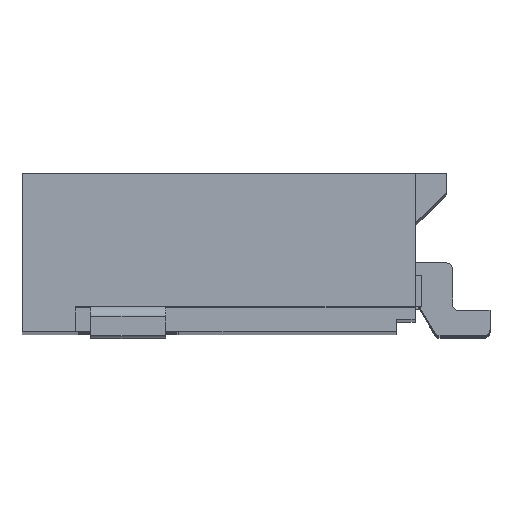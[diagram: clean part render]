
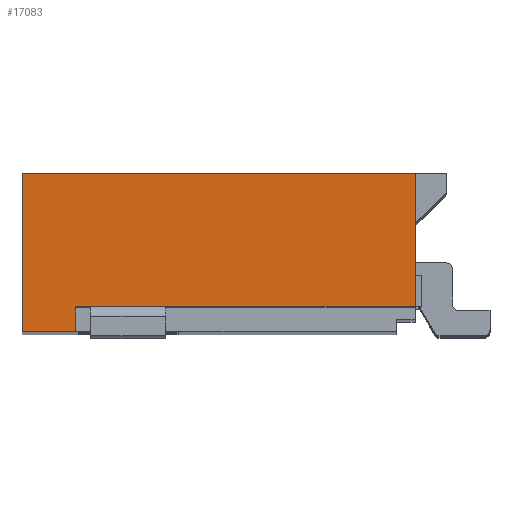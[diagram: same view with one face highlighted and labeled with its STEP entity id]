
A CAD part, top view. The second image highlights one B-rep face of the part: STEP entity #17083.
In plain terms, the highlighted planar face has unit normal (0, 0, 1).
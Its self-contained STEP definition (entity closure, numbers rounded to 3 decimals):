
#1245=DIRECTION('',(0.,-1.,0.));
#1246=VECTOR('',#1245,1.27);
#1247=CARTESIAN_POINT('',(0.,1.27,7.25));
#1248=LINE('15329',#1247,#1246);
#1289=DIRECTION('',(-1.,0.,0.));
#1290=VECTOR('',#1289,3.15);
#1291=CARTESIAN_POINT('',(3.15,1.27,7.25));
#1292=LINE('15330',#1291,#1290);
#1519=DIRECTION('',(1.,0.,0.));
#1520=VECTOR('',#1519,0.43);
#1521=CARTESIAN_POINT('',(0.,0.,7.25));
#1522=LINE('15328',#1521,#1520);
#1527=DIRECTION('',(-1.,0.,0.));
#1528=VECTOR('',#1527,2.72);
#1529=CARTESIAN_POINT('',(3.15,0.2,7.25));
#1530=LINE('15321',#1529,#1528);
#1531=DIRECTION('',(0.,-1.,0.));
#1532=VECTOR('',#1531,1.07);
#1533=CARTESIAN_POINT('',(3.15,1.27,7.25));
#1534=LINE('15307',#1533,#1532);
#1790=DIRECTION('',(0.,-1.,0.));
#1791=VECTOR('',#1790,0.2);
#1792=CARTESIAN_POINT('',(0.43,0.2,7.25));
#1793=LINE('15327',#1792,#1791);
#13121=CARTESIAN_POINT('',(3.15,0.2,7.25));
#13123=VERTEX_POINT('',#13121);
#13125=CARTESIAN_POINT('',(3.15,1.27,7.25));
#13126=VERTEX_POINT('',#13125);
#13145=CARTESIAN_POINT('',(0.43,0.2,7.25));
#13146=VERTEX_POINT('',#13145);
#13153=CARTESIAN_POINT('',(0.43,0.,7.25));
#13154=VERTEX_POINT('',#13153);
#13155=CARTESIAN_POINT('',(0.,0.,7.25));
#13156=VERTEX_POINT('',#13155);
#13157=CARTESIAN_POINT('',(0.,1.27,7.25));
#13158=VERTEX_POINT('',#13157);
#17067=CARTESIAN_POINT('',(1.575,0.635,7.25));
#17068=DIRECTION('',(0.,0.,1.));
#17069=DIRECTION('',(1.,0.,0.));
#17070=AXIS2_PLACEMENT_3D('',#17067,#17068,#17069);
#17071=PLANE('12203',#17070);
#17073=ORIENTED_EDGE('15321',*,*,#17072,.T.);
#17075=ORIENTED_EDGE('15327',*,*,#17074,.T.);
#17076=ORIENTED_EDGE('15328',*,*,#16816,.F.);
#17077=ORIENTED_EDGE('15329',*,*,#16095,.F.);
#17078=ORIENTED_EDGE('15330',*,*,#16192,.F.);
#17080=ORIENTED_EDGE('15307',*,*,#17079,.T.);
#17081=EDGE_LOOP('12203',(#17073,#17075,#17076,#17077,#17078,#17080));
#17082=FACE_OUTER_BOUND('12203',#17081,.F.);
#17083=ADVANCED_FACE('12203',(#17082),#17071,.T.);
#16095=EDGE_CURVE('15329',#13158,#13156,#1248,.T.);
#16192=EDGE_CURVE('15330',#13126,#13158,#1292,.T.);
#16816=EDGE_CURVE('15328',#13156,#13154,#1522,.T.);
#17072=EDGE_CURVE('15321',#13123,#13146,#1530,.T.);
#17074=EDGE_CURVE('15327',#13146,#13154,#1793,.T.);
#17079=EDGE_CURVE('15307',#13126,#13123,#1534,.T.);
